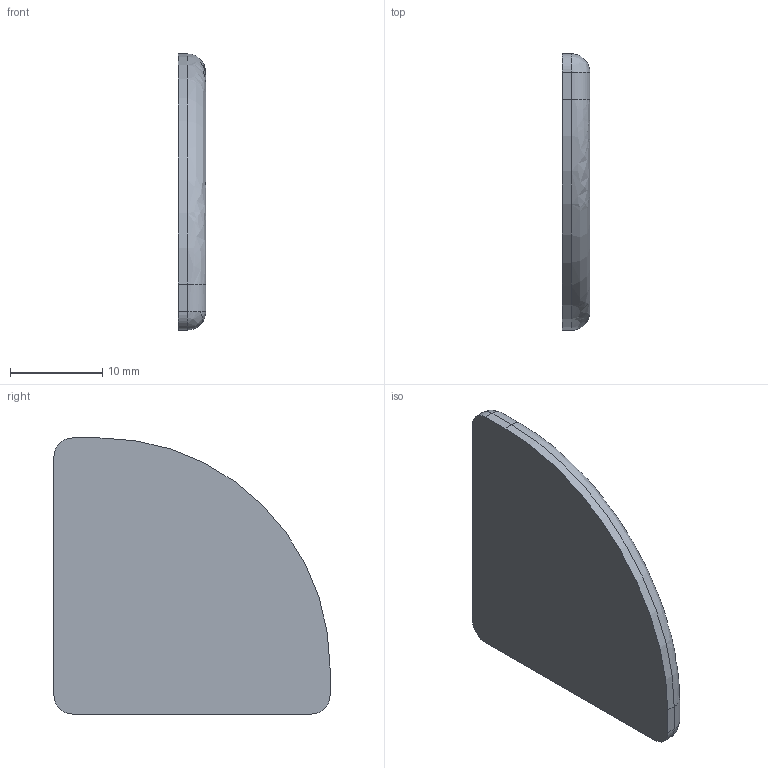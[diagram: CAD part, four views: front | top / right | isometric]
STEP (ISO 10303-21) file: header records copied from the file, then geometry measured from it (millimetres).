
FILE_DESCRIPTION (( 'STEP AP214' ), '1' );
FILE_NAME ('6138100', '2019-02-04T08:08:17', ( '' ), ('JUGARD+KÜNSTNER GmbH'), 'SwSTEP 2.0', 'SolidWorks 2017', '' );
FILE_SCHEMA (( 'AUTOMOTIVE_DESIGN' ));
Length unit declared in the file: millimetre
Products named in the file (1): 6138100_CNAJF00
Bounding box: 3 x 30 x 30 mm (x, y, z)
Volume: 2200.7 mm3; surface area: 1753.3 mm2
Topology: 1 solids, 1 shells, 19 faces, 44 edges, 24 vertices
Faces by surface type: cylinder 8, plane 6, bspline 5
Entity records: 604 total; most frequent: CARTESIAN_POINT 163, DIRECTION 90, ORIENTED_EDGE 82, EDGE_CURVE 41, AXIS2_PLACEMENT_3D 35, VERTEX_POINT 24, VECTOR 20, LINE 20
